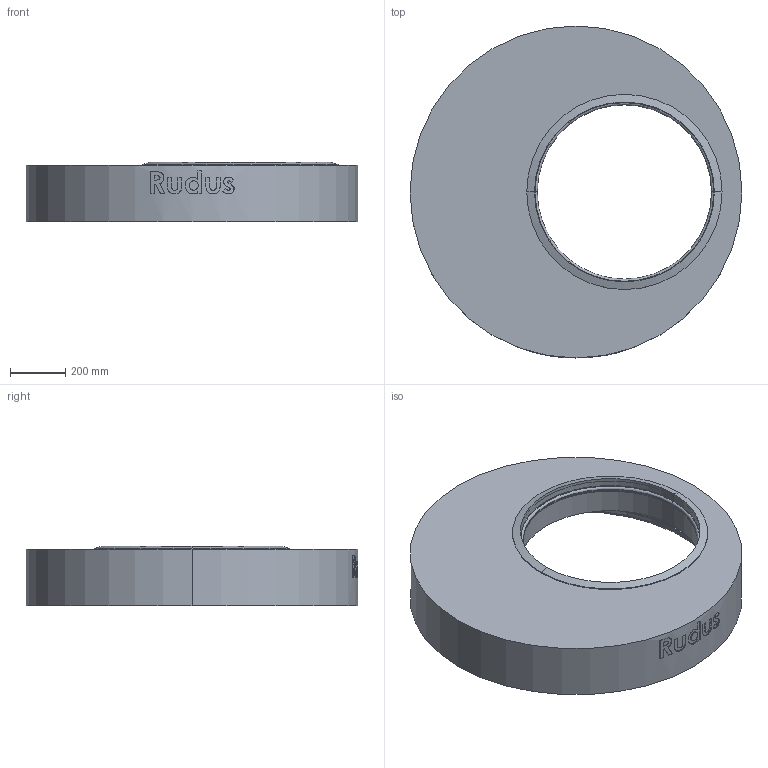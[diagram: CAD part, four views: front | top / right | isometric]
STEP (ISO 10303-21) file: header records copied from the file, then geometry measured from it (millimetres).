
FILE_DESCRIPTION (( 'STEP AP203' ), '1' );
FILE_NAME ('Rudus 2810643-630 EK-teleskooppikansi 1000-630 epäkeskeinen.step', '2020-03-18T21:18:32', ( '' ), ( '' ), 'SwSTEP 2.0', 'SolidWorks 2019', '' );
FILE_SCHEMA (( 'CONFIG_CONTROL_DESIGN' ));
Length unit declared in the file: millimetre
Products named in the file (3): Rudus 2810643-630 EK-teleskooppikansi 1000-630 epäkeskeinen; kaivo-osa-teleskooppitiiviste; EK-osa-kansi_Teleskooppi
Assembly tree (2 placements, depth 2):
  Rudus 2810643-630 EK-teleskooppikansi 1000-630 epäkeskeinen
    EK-osa-kansi_Teleskooppi
    kaivo-osa-teleskooppitiiviste
Bounding box: 1200 x 1200 x 216 mm (x, y, z)
Volume: 119941362.2 mm3; surface area: 3351591.8 mm2
Topology: 2 solids, 2 shells, 122 faces, 300 edges, 196 vertices
Faces by surface type: bspline 70, cylinder 31, plane 11, torus 8, cone 2
Entity records: 21014 total; most frequent: CARTESIAN_POINT 18382, ORIENTED_EDGE 600, EDGE_CURVE 300, DIRECTION 268, B_SPLINE_CURVE_WITH_KNOTS 210, VERTEX_POINT 196, EDGE_LOOP 140, FACE_OUTER_BOUND 122
